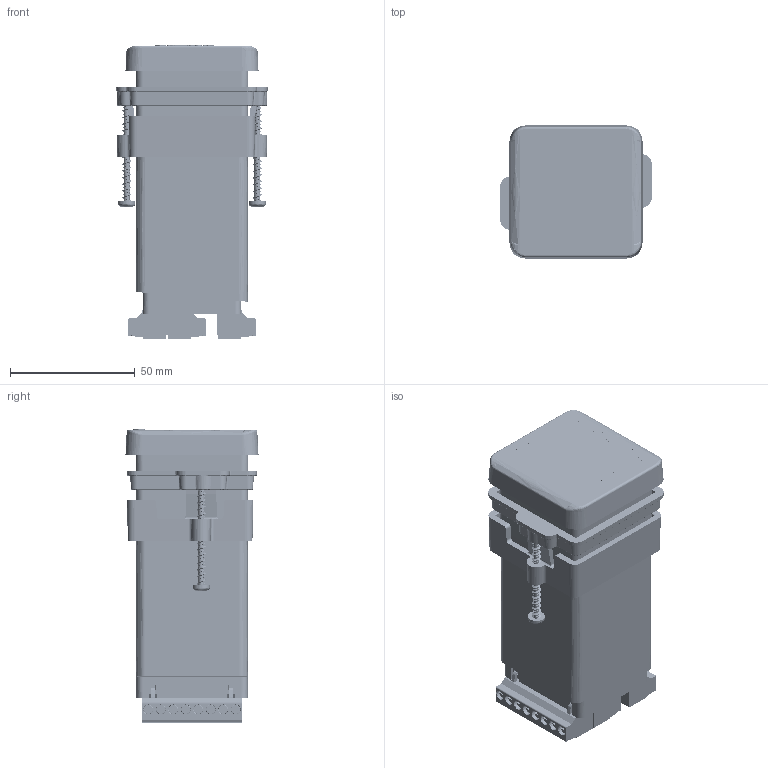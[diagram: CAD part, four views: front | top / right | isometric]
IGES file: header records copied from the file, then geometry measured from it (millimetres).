
Start section: SolidWorks IGES file using analytic representation for surfaces
Global section: file name: PM6XXXXXXXX(P,V)WP.IGS; native system: SolidWorks 2019; preprocessor: SolidWorks 2019; author: papbob; date: 191216.151804; units: inch
Bounding box: 60.71 x 53.34 x 117.47 mm (x, y, z)
Surface area: 61295.4 mm2 (no closed solid volume)
Topology: 0 solids, 0 shells, 2802 faces, 39123 edges, 46198 vertices
Faces by surface type: bspline 1778, revolution 1024
